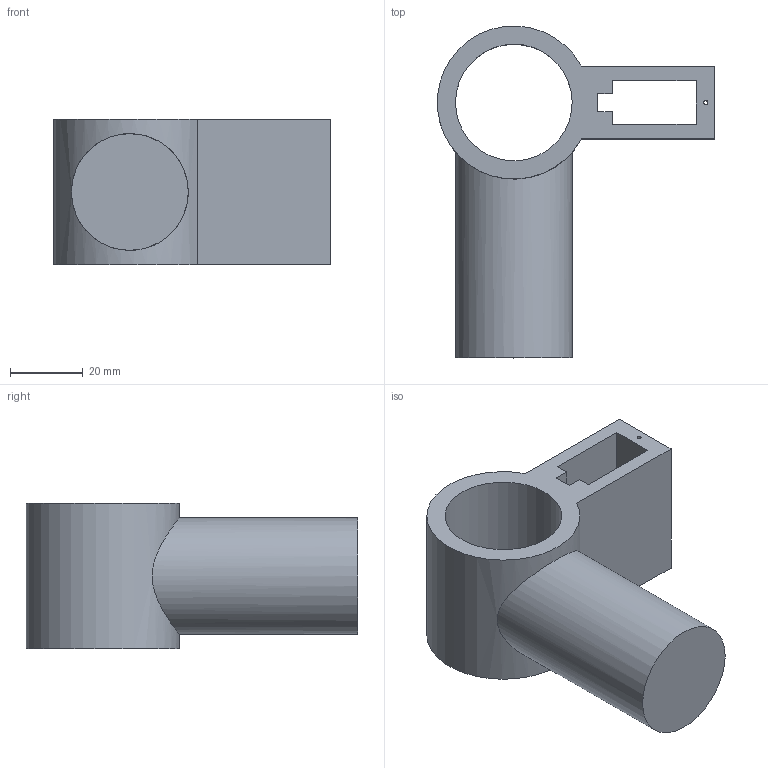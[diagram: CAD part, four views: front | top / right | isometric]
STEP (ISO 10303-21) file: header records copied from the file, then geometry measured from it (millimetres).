
FILE_DESCRIPTION(/* description */ (''),/* implementation_level */ '2;1');
FILE_NAME(/* name */ 'dda4b567-97ec-4d99-923a-8faa0d4e889e.stp',/* time_stamp */ '2019-01-08T13:56:24+00:00',/* author */ (''),/* organization */ (''),/* preprocessor_version */ 'ST-DEVELOPER v17.2',/* originating_system */ 'Autodesk Translation Framework v7.6.0.251',/* authorisation */ '');
FILE_SCHEMA (('AUTOMOTIVE_DESIGN { 1 0 10303 214 3 1 1 }'));
Length unit declared in the file: millimetre
Products named in the file (1): berring to berring attachment
Bounding box: 75.92 x 90.97 x 40 mm (x, y, z)
Volume: 79972.6 mm3; surface area: 22607.6 mm2
Topology: 1 solids, 1 shells, 18 faces, 47 edges, 32 vertices
Faces by surface type: plane 14, cylinder 4
Full cylindrical faces by diameter (mm): 1.1 x1, 32 x2
Entity records: 656 total; most frequent: CARTESIAN_POINT 155, ORIENTED_EDGE 94, DIRECTION 93, EDGE_CURVE 47, LINE 37, VECTOR 37, VERTEX_POINT 32, AXIS2_PLACEMENT_3D 28
